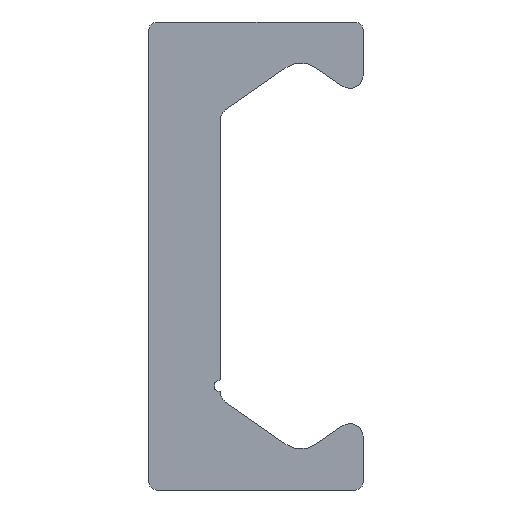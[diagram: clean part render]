
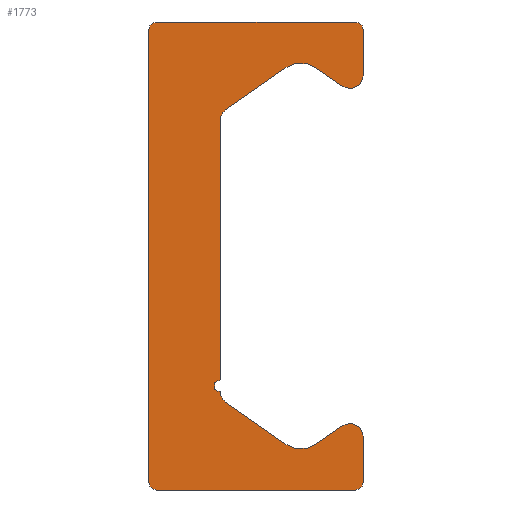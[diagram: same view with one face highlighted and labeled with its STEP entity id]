
A CAD part, left-side view. The second image highlights one B-rep face of the part: STEP entity #1773.
In plain terms, the highlighted planar face has unit normal (-1, 0, 0).
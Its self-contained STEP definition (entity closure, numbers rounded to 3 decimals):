
#948=CARTESIAN_POINT('',(0.0,3.825,-9.));
#949=VERTEX_POINT('',#948);
#956=CARTESIAN_POINT('',(0.0,4.125,-8.7));
#957=VERTEX_POINT('',#956);
#958=CARTESIAN_POINT('',(0.0,3.825,-8.7));
#959=DIRECTION('',(1.0,0.0,0.0));
#960=DIRECTION('',(0.0,0.0,-1.0));
#961=AXIS2_PLACEMENT_3D('',#958,#959,#960);
#962=CIRCLE('',#961,0.3);
#963=EDGE_CURVE('',#949,#957,#962,.T.);
#987=CARTESIAN_POINT('',(0.0,-3.825,-9.));
#988=VERTEX_POINT('',#987);
#995=CARTESIAN_POINT('',(0.0,-3.825,-9.));
#996=DIRECTION('',(0.0,1.0,0.0));
#997=VECTOR('',#996,7.65);
#998=LINE('',#995,#997);
#999=EDGE_CURVE('',#988,#949,#998,.T.);
#1019=CARTESIAN_POINT('',(0.0,-4.125,-8.7));
#1020=VERTEX_POINT('',#1019);
#1027=CARTESIAN_POINT('',(0.0,-3.825,-8.7));
#1028=DIRECTION('',(1.0,0.0,0.0));
#1029=DIRECTION('',(0.0,-1.0,0.0));
#1030=AXIS2_PLACEMENT_3D('',#1027,#1028,#1029);
#1031=CIRCLE('',#1030,0.3);
#1032=EDGE_CURVE('',#1020,#988,#1031,.T.);
#1051=CARTESIAN_POINT('',(0.0,-4.125,-6.925));
#1052=VERTEX_POINT('',#1051);
#1059=CARTESIAN_POINT('',(0.0,-4.125,-6.925));
#1060=DIRECTION('',(0.0,0.0,-1.0));
#1061=VECTOR('',#1060,1.775);
#1062=LINE('',#1059,#1061);
#1063=EDGE_CURVE('',#1052,#1020,#1062,.T.);
#1083=CARTESIAN_POINT('',(0.0,-3.338,-6.515));
#1084=VERTEX_POINT('',#1083);
#1091=CARTESIAN_POINT('',(0.0,-3.625,-6.925));
#1092=DIRECTION('',(1.0,0.0,0.0));
#1093=DIRECTION('',(0.0,0.574,0.819));
#1094=AXIS2_PLACEMENT_3D('',#1091,#1092,#1093);
#1095=CIRCLE('',#1094,0.5);
#1096=EDGE_CURVE('',#1084,#1052,#1095,.T.);
#1115=CARTESIAN_POINT('',(0.0,-2.299,-7.243));
#1116=VERTEX_POINT('',#1115);
#1123=CARTESIAN_POINT('',(0.0,-2.299,-7.243));
#1124=DIRECTION('',(0.0,-0.819,0.574));
#1125=VECTOR('',#1124,1.269);
#1126=LINE('',#1123,#1125);
#1127=EDGE_CURVE('',#1116,#1084,#1126,.T.);
#1147=CARTESIAN_POINT('',(0.0,-1.151,-7.243));
#1148=VERTEX_POINT('',#1147);
#1155=CARTESIAN_POINT('',(0.0,-1.725,-6.424));
#1156=DIRECTION('',(-1.0,0.0,0.0));
#1157=DIRECTION('',(0.0,0.574,0.819));
#1158=AXIS2_PLACEMENT_3D('',#1155,#1156,#1157);
#1159=CIRCLE('',#1158,1.0);
#1160=EDGE_CURVE('',#1148,#1116,#1159,.T.);
#1179=CARTESIAN_POINT('',(0.0,1.162,-5.624));
#1180=VERTEX_POINT('',#1179);
#1187=CARTESIAN_POINT('',(0.0,1.162,-5.624));
#1188=DIRECTION('',(0.0,-0.819,-0.574));
#1189=VECTOR('',#1188,2.824);
#1190=LINE('',#1187,#1189);
#1191=EDGE_CURVE('',#1180,#1148,#1190,.T.);
#1211=CARTESIAN_POINT('',(0.0,1.375,-5.214));
#1212=VERTEX_POINT('',#1211);
#1219=CARTESIAN_POINT('',(0.0,0.875,-5.214));
#1220=DIRECTION('',(-1.0,0.0,0.0));
#1221=DIRECTION('',(0.0,-0.574,0.819));
#1222=AXIS2_PLACEMENT_3D('',#1219,#1220,#1221);
#1223=CIRCLE('',#1222,0.5);
#1224=EDGE_CURVE('',#1212,#1180,#1223,.T.);
#1243=CARTESIAN_POINT('',(0.0,1.375,-5.25));
#1244=VERTEX_POINT('',#1243);
#1251=CARTESIAN_POINT('',(0.0,1.375,-5.25));
#1252=DIRECTION('',(0.0,0.0,1.0));
#1253=VECTOR('',#1252,0.036);
#1254=LINE('',#1251,#1253);
#1255=EDGE_CURVE('',#1244,#1212,#1254,.T.);
#1275=CARTESIAN_POINT('',(0.0,1.375,-4.75));
#1276=VERTEX_POINT('',#1275);
#1283=CARTESIAN_POINT('',(0.0,1.375,-5.0));
#1284=DIRECTION('',(-1.0,0.0,0.0));
#1285=DIRECTION('',(0.0,0.0,1.0));
#1286=AXIS2_PLACEMENT_3D('',#1283,#1284,#1285);
#1287=CIRCLE('',#1286,0.25);
#1288=EDGE_CURVE('',#1276,#1244,#1287,.T.);
#1307=CARTESIAN_POINT('',(0.0,1.375,5.214));
#1308=VERTEX_POINT('',#1307);
#1315=CARTESIAN_POINT('',(0.0,1.375,5.214));
#1316=DIRECTION('',(0.0,0.0,-1.0));
#1317=VECTOR('',#1316,9.964);
#1318=LINE('',#1315,#1317);
#1319=EDGE_CURVE('',#1308,#1276,#1318,.T.);
#1393=CARTESIAN_POINT('',(0.0,1.162,5.624));
#1394=VERTEX_POINT('',#1393);
#1401=CARTESIAN_POINT('',(0.0,0.875,5.214));
#1402=DIRECTION('',(-1.0,0.0,0.0));
#1403=DIRECTION('',(0.0,-1.0,0.0));
#1404=AXIS2_PLACEMENT_3D('',#1401,#1402,#1403);
#1405=CIRCLE('',#1404,0.5);
#1406=EDGE_CURVE('',#1394,#1308,#1405,.T.);
#1425=CARTESIAN_POINT('',(0.0,-1.151,7.243));
#1426=VERTEX_POINT('',#1425);
#1433=CARTESIAN_POINT('',(0.0,-1.151,7.243));
#1434=DIRECTION('',(0.0,0.819,-0.574));
#1435=VECTOR('',#1434,2.824);
#1436=LINE('',#1433,#1435);
#1437=EDGE_CURVE('',#1426,#1394,#1436,.T.);
#1457=CARTESIAN_POINT('',(0.0,-2.299,7.243));
#1458=VERTEX_POINT('',#1457);
#1465=CARTESIAN_POINT('',(0.0,-1.725,6.424));
#1466=DIRECTION('',(-1.0,0.0,0.0));
#1467=DIRECTION('',(0.0,-0.574,-0.819));
#1468=AXIS2_PLACEMENT_3D('',#1465,#1466,#1467);
#1469=CIRCLE('',#1468,1.0);
#1470=EDGE_CURVE('',#1458,#1426,#1469,.T.);
#1489=CARTESIAN_POINT('',(0.0,-3.338,6.515));
#1490=VERTEX_POINT('',#1489);
#1497=CARTESIAN_POINT('',(0.0,-3.338,6.515));
#1498=DIRECTION('',(0.0,0.819,0.574));
#1499=VECTOR('',#1498,1.269);
#1500=LINE('',#1497,#1499);
#1501=EDGE_CURVE('',#1490,#1458,#1500,.T.);
#1521=CARTESIAN_POINT('',(0.0,-4.125,6.925));
#1522=VERTEX_POINT('',#1521);
#1529=CARTESIAN_POINT('',(0.0,-3.625,6.925));
#1530=DIRECTION('',(1.0,0.0,0.0));
#1531=DIRECTION('',(0.0,-1.0,0.0));
#1532=AXIS2_PLACEMENT_3D('',#1529,#1530,#1531);
#1533=CIRCLE('',#1532,0.5);
#1534=EDGE_CURVE('',#1522,#1490,#1533,.T.);
#1553=CARTESIAN_POINT('',(0.0,-4.125,8.7));
#1554=VERTEX_POINT('',#1553);
#1561=CARTESIAN_POINT('',(0.0,-4.125,8.7));
#1562=DIRECTION('',(0.0,0.0,-1.0));
#1563=VECTOR('',#1562,1.775);
#1564=LINE('',#1561,#1563);
#1565=EDGE_CURVE('',#1554,#1522,#1564,.T.);
#1585=CARTESIAN_POINT('',(0.0,-3.825,9.));
#1586=VERTEX_POINT('',#1585);
#1593=CARTESIAN_POINT('',(0.0,-3.825,8.7));
#1594=DIRECTION('',(1.0,0.0,0.0));
#1595=DIRECTION('',(0.0,0.0,1.0));
#1596=AXIS2_PLACEMENT_3D('',#1593,#1594,#1595);
#1597=CIRCLE('',#1596,0.3);
#1598=EDGE_CURVE('',#1586,#1554,#1597,.T.);
#1617=CARTESIAN_POINT('',(0.0,3.825,9.));
#1618=VERTEX_POINT('',#1617);
#1625=CARTESIAN_POINT('',(0.0,3.825,9.));
#1626=DIRECTION('',(0.0,-1.0,0.0));
#1627=VECTOR('',#1626,7.65);
#1628=LINE('',#1625,#1627);
#1629=EDGE_CURVE('',#1618,#1586,#1628,.T.);
#1649=CARTESIAN_POINT('',(0.0,4.125,8.7));
#1650=VERTEX_POINT('',#1649);
#1657=CARTESIAN_POINT('',(0.0,3.825,8.7));
#1658=DIRECTION('',(1.0,0.0,0.0));
#1659=DIRECTION('',(0.0,1.0,0.0));
#1660=AXIS2_PLACEMENT_3D('',#1657,#1658,#1659);
#1661=CIRCLE('',#1660,0.3);
#1662=EDGE_CURVE('',#1650,#1618,#1661,.T.);
#1680=CARTESIAN_POINT('',(0.0,4.125,-8.7));
#1681=DIRECTION('',(0.0,0.0,1.0));
#1682=VECTOR('',#1681,17.4);
#1683=LINE('',#1680,#1682);
#1684=EDGE_CURVE('',#957,#1650,#1683,.T.);
#1744=CARTESIAN_POINT('',(0.0,0.856,-0.029));
#1745=DIRECTION('',(1.0,0.0,0.0));
#1746=DIRECTION('',(0.0,0.0,-1.0));
#1747=AXIS2_PLACEMENT_3D('',#1744,#1745,#1746);
#1748=PLANE('',#1747);
#1749=ORIENTED_EDGE('',*,*,#1684,.F.);
#1750=ORIENTED_EDGE('',*,*,#963,.F.);
#1751=ORIENTED_EDGE('',*,*,#999,.F.);
#1752=ORIENTED_EDGE('',*,*,#1032,.F.);
#1753=ORIENTED_EDGE('',*,*,#1063,.F.);
#1754=ORIENTED_EDGE('',*,*,#1096,.F.);
#1755=ORIENTED_EDGE('',*,*,#1127,.F.);
#1756=ORIENTED_EDGE('',*,*,#1160,.F.);
#1757=ORIENTED_EDGE('',*,*,#1191,.F.);
#1758=ORIENTED_EDGE('',*,*,#1224,.F.);
#1759=ORIENTED_EDGE('',*,*,#1255,.F.);
#1760=ORIENTED_EDGE('',*,*,#1288,.F.);
#1761=ORIENTED_EDGE('',*,*,#1319,.F.);
#1762=ORIENTED_EDGE('',*,*,#1406,.F.);
#1763=ORIENTED_EDGE('',*,*,#1437,.F.);
#1764=ORIENTED_EDGE('',*,*,#1470,.F.);
#1765=ORIENTED_EDGE('',*,*,#1501,.F.);
#1766=ORIENTED_EDGE('',*,*,#1534,.F.);
#1767=ORIENTED_EDGE('',*,*,#1565,.F.);
#1768=ORIENTED_EDGE('',*,*,#1598,.F.);
#1769=ORIENTED_EDGE('',*,*,#1629,.F.);
#1770=ORIENTED_EDGE('',*,*,#1662,.F.);
#1771=EDGE_LOOP('',(#1749,#1750,#1751,#1752,#1753,#1754,#1755,#1756,#1757,#1758,#1759,#1760,#1761,#1762,#1763,#1764,#1765,#1766,#1767,#1768,#1769,#1770));
#1772=FACE_OUTER_BOUND('',#1771,.T.);
#1773=ADVANCED_FACE('',(#1772),#1748,.F.);
